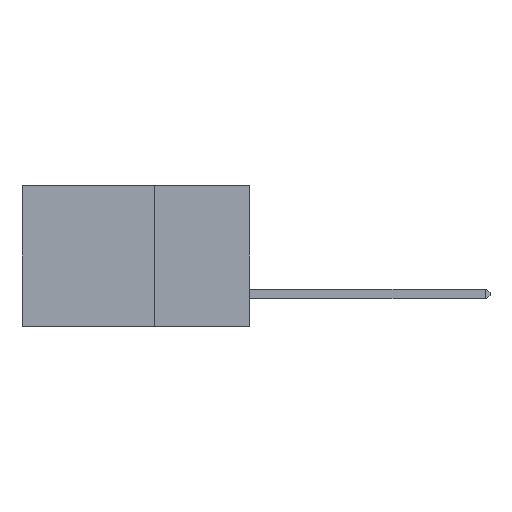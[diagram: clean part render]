
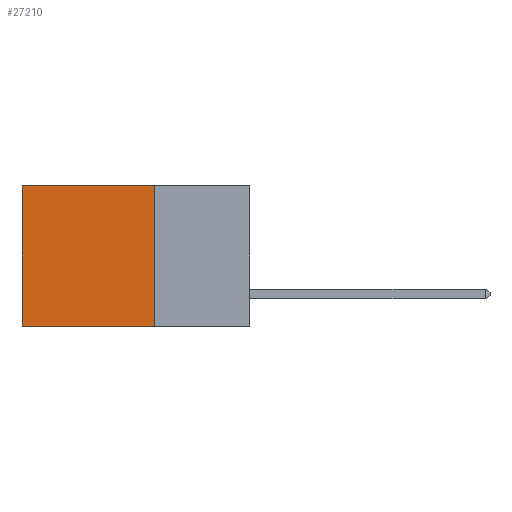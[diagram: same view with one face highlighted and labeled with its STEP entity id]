
A CAD part, left-side view. The second image highlights one B-rep face of the part: STEP entity #27210.
In plain terms, the highlighted planar face has unit normal (-1, 0, 0).
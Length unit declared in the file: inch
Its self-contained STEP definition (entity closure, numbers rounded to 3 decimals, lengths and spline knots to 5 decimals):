
#316 = DIRECTION ( 'NONE',  ( 0., 1., 0. ) ) ;
#484 = EDGE_CURVE ( 'NONE', #12150, #26996, #3285, .T. ) ;
#801 = AXIS2_PLACEMENT_3D ( 'NONE', #6878, #27819, #9898 ) ;
#2499 = FACE_OUTER_BOUND ( 'NONE', #16624, .T. ) ;
#3285 = LINE ( 'NONE', #24581, #34291 ) ;
#6760 = CARTESIAN_POINT ( 'NONE',  ( 0.2875, 0.25, -0.37 ) ) ;
#6878 = CARTESIAN_POINT ( 'NONE',  ( 0.2875, 0.25, 0. ) ) ;
#7254 = ORIENTED_EDGE ( 'NONE', *, *, #10110, .T. ) ;
#7503 = VERTEX_POINT ( 'NONE', #13357 ) ;
#9898 = DIRECTION ( 'NONE',  ( 0., 0., -1. ) ) ;
#10110 = EDGE_CURVE ( 'NONE', #26996, #7503, #32986, .T. ) ;
#10242 = DIRECTION ( 'NONE',  ( 0., 0., -1. ) ) ;
#12150 = VERTEX_POINT ( 'NONE', #22049 ) ;
#12185 = EDGE_CURVE ( 'NONE', #12150, #26207, #16773, .T. ) ;
#13357 = CARTESIAN_POINT ( 'NONE',  ( 0.2875, 0.6, -0.37 ) ) ;
#14422 = CARTESIAN_POINT ( 'NONE',  ( 0.2875, 0.25, -0.37 ) ) ;
#16624 = EDGE_LOOP ( 'NONE', ( #7254, #34165, #18522, #19493 ) ) ;
#16773 = LINE ( 'NONE', #31209, #33745 ) ;
#18436 = CARTESIAN_POINT ( 'NONE',  ( 0.2875, 0.6, 0. ) ) ;
#18522 = ORIENTED_EDGE ( 'NONE', *, *, #12185, .F. ) ;
#19493 = ORIENTED_EDGE ( 'NONE', *, *, #484, .T. ) ;
#20987 = EDGE_CURVE ( 'NONE', #26207, #7503, #36816, .T. ) ;
#22049 = CARTESIAN_POINT ( 'NONE',  ( 0.2875, 0.25, 0. ) ) ;
#23737 = CARTESIAN_POINT ( 'NONE',  ( 0.2875, 0.6, 0. ) ) ;
#23976 = VECTOR ( 'NONE', #36538, 39.37008 ) ;
#24581 = CARTESIAN_POINT ( 'NONE',  ( 0.2875, 0.25, 0. ) ) ;
#24773 = PLANE ( 'NONE',  #801 ) ;
#26207 = VERTEX_POINT ( 'NONE', #14422 ) ;
#26996 = VERTEX_POINT ( 'NONE', #23737 ) ;
#27210 = ADVANCED_FACE ( 'NONE', ( #2499 ), #24773, .F. ) ;
#27819 = DIRECTION ( 'NONE',  ( 1., 0., 0. ) ) ;
#28758 = VECTOR ( 'NONE', #33810, 39.37008 ) ;
#31209 = CARTESIAN_POINT ( 'NONE',  ( 0.2875, 0.25, 0. ) ) ;
#32986 = LINE ( 'NONE', #18436, #23976 ) ;
#33745 = VECTOR ( 'NONE', #10242, 39.37008 ) ;
#33810 = DIRECTION ( 'NONE',  ( 0., 1., 0. ) ) ;
#34165 = ORIENTED_EDGE ( 'NONE', *, *, #20987, .F. ) ;
#34291 = VECTOR ( 'NONE', #316, 39.37008 ) ;
#36538 = DIRECTION ( 'NONE',  ( 0., 0., -1. ) ) ;
#36816 = LINE ( 'NONE', #6760, #28758 ) ;
